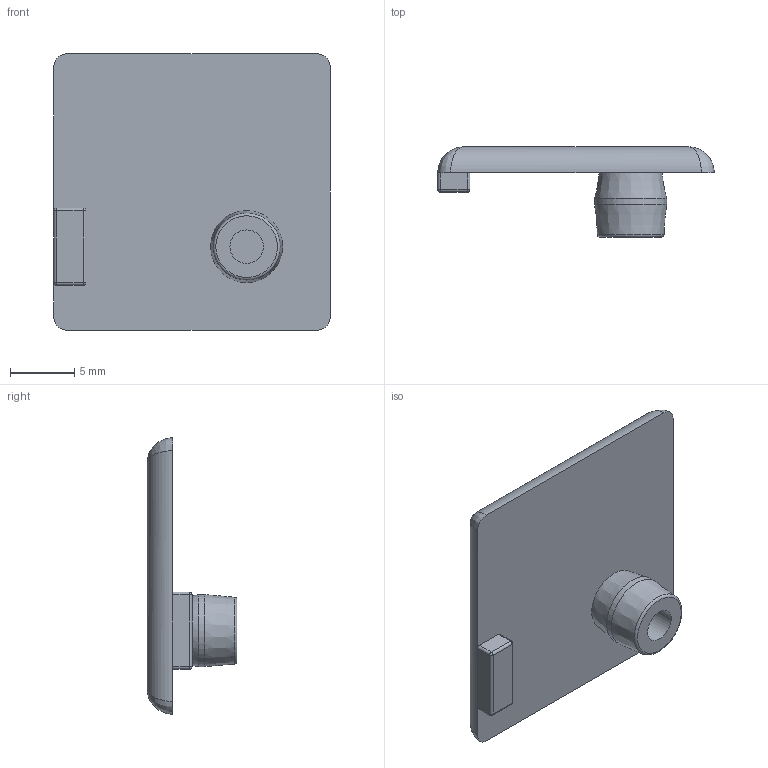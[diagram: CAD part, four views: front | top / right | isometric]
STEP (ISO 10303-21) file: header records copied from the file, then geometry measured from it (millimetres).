
FILE_DESCRIPTION(/* description */ (''),/* implementation_level */ '2;1');
FILE_NAME(/* name */ '222121.stp',/* time_stamp */ '2022-10-05T10:24:15+02:00',/* author */ ('aluteckkpl_am'),/* organization */ (''),/* preprocessor_version */ 'ST-DEVELOPER v18.1',/* originating_system */ 'Autodesk Inventor 2021',/* authorisation */ '');
FILE_SCHEMA (('CONFIG_CONTROL_DESIGN'));
Length unit declared in the file: millimetre
Products named in the file (2): 222121-ZP; 222121
Assembly tree (1 placements, depth 2):
  222121-ZP
    222121
Bounding box: 21.5 x 7 x 21.5 mm (x, y, z)
Volume: 960.7 mm3; surface area: 1166.8 mm2
Topology: 1 solids, 1 shells, 34 faces, 84 edges, 46 vertices
Faces by surface type: cylinder 14, plane 9, sphere 4, bspline 4, cone 2, torus 1
Full cylindrical faces by diameter (mm): 2.6 x1, 5.6 x1
Entity records: 1122 total; most frequent: CARTESIAN_POINT 275, DIRECTION 185, ORIENTED_EDGE 152, EDGE_CURVE 76, AXIS2_PLACEMENT_3D 76, VERTEX_POINT 46, EDGE_LOOP 36, CIRCLE 35
